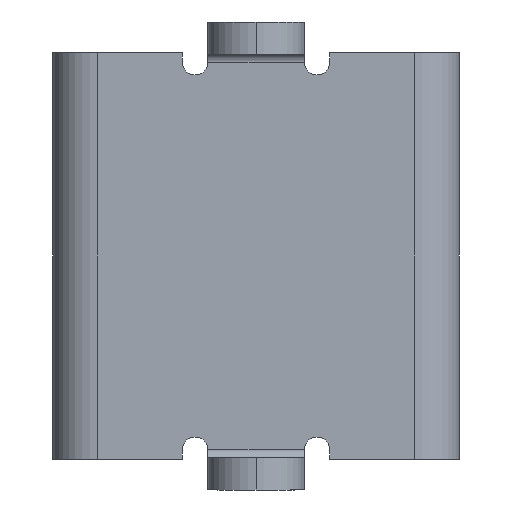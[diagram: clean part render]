
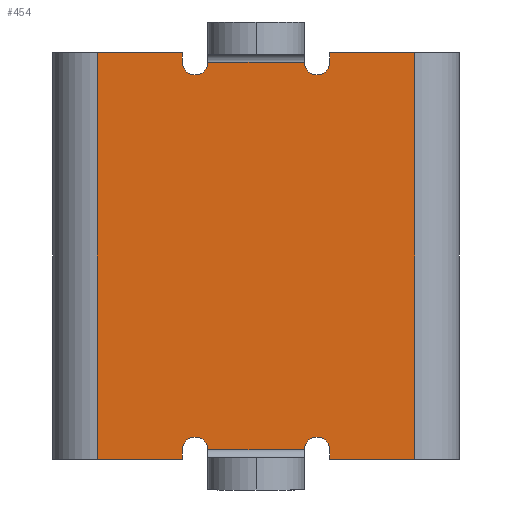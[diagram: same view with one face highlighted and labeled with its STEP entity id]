
A CAD part, front view. The second image highlights one B-rep face of the part: STEP entity #454.
In plain terms, the highlighted planar face has unit normal (0, -1, 0).
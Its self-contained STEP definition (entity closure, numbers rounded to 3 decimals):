
#50 = CARTESIAN_POINT ( 'NONE',  ( -2.5, 3.56, 3.2 ) ) ;
#53 = CARTESIAN_POINT ( 'NONE',  ( -2.5, 3.56, 3.2 ) ) ;
#87 = VERTEX_POINT ( 'NONE', #1851 ) ;
#93 = CARTESIAN_POINT ( 'NONE',  ( -2.5, 3.56, -3.2 ) ) ;
#107 = ORIENTED_EDGE ( 'NONE', *, *, #459, .F. ) ;
#120 = ORIENTED_EDGE ( 'NONE', *, *, #1679, .F. ) ;
#127 = VECTOR ( 'NONE', #2511, 1000. ) ;
#132 = EDGE_CURVE ( 'NONE', #1317, #1461, #428, .T. ) ;
#173 = CARTESIAN_POINT ( 'NONE',  ( -2.5, 3.56, 3.2 ) ) ;
#178 = ORIENTED_EDGE ( 'NONE', *, *, #1531, .T. ) ;
#225 = ORIENTED_EDGE ( 'NONE', *, *, #2581, .F. ) ;
#260 = VECTOR ( 'NONE', #1025, 1000. ) ;
#303 = CARTESIAN_POINT ( 'NONE',  ( -0.96, 3.56, 3.05 ) ) ;
#307 = EDGE_CURVE ( 'NONE', #1479, #87, #1118, .T. ) ;
#335 = CIRCLE ( 'NONE', #695, 0.2 ) ;
#343 = AXIS2_PLACEMENT_3D ( 'NONE', #303, #1874, #522 ) ;
#385 = CIRCLE ( 'NONE', #343, 0.2 ) ;
#412 = EDGE_CURVE ( 'NONE', #1461, #87, #1654, .T. ) ;
#428 = LINE ( 'NONE', #2813, #260 ) ;
#434 = DIRECTION ( 'NONE',  ( 0., 0., -1. ) ) ;
#437 = DIRECTION ( 'NONE',  ( 0., 0., -1. ) ) ;
#454 = ADVANCED_FACE ( 'NONE', ( #1980 ), #2732, .F. ) ;
#459 = EDGE_CURVE ( 'NONE', #1123, #596, #385, .T. ) ;
#466 = EDGE_LOOP ( 'NONE', ( #820, #574, #1563, #107, #1063, #225, #1954, #178, #941, #477, #1848, #1232, #503, #1410, #120, #1556 ) ) ;
#477 = ORIENTED_EDGE ( 'NONE', *, *, #2605, .T. ) ;
#497 = VECTOR ( 'NONE', #2018, 1000. ) ;
#503 = ORIENTED_EDGE ( 'NONE', *, *, #132, .F. ) ;
#521 = LINE ( 'NONE', #572, #1799 ) ;
#522 = DIRECTION ( 'NONE',  ( 0., 0., -1. ) ) ;
#556 = LINE ( 'NONE', #2324, #2288 ) ;
#566 = EDGE_CURVE ( 'NONE', #1630, #2230, #597, .T. ) ;
#572 = CARTESIAN_POINT ( 'NONE',  ( -2.5, 3.56, 3.2 ) ) ;
#574 = ORIENTED_EDGE ( 'NONE', *, *, #780, .T. ) ;
#596 = VERTEX_POINT ( 'NONE', #1491 ) ;
#597 = LINE ( 'NONE', #1782, #1512 ) ;
#634 = DIRECTION ( 'NONE',  ( 0., 0., -1. ) ) ;
#695 = AXIS2_PLACEMENT_3D ( 'NONE', #1179, #2716, #1637 ) ;
#748 = VERTEX_POINT ( 'NONE', #2103 ) ;
#780 = EDGE_CURVE ( 'NONE', #2230, #2383, #1198, .T. ) ;
#820 = ORIENTED_EDGE ( 'NONE', *, *, #566, .T. ) ;
#833 = DIRECTION ( 'NONE',  ( 1., 0., 0. ) ) ;
#941 = ORIENTED_EDGE ( 'NONE', *, *, #2170, .T. ) ;
#979 = DIRECTION ( 'NONE',  ( 1., 0., 0. ) ) ;
#994 = DIRECTION ( 'NONE',  ( 0., 0., -1. ) ) ;
#1000 = LINE ( 'NONE', #93, #2454 ) ;
#1025 = DIRECTION ( 'NONE',  ( 0., 0., 1. ) ) ;
#1063 = ORIENTED_EDGE ( 'NONE', *, *, #1800, .F. ) ;
#1086 = VERTEX_POINT ( 'NONE', #173 ) ;
#1089 = CARTESIAN_POINT ( 'NONE',  ( -1.16, 3.56, 0. ) ) ;
#1117 = DIRECTION ( 'NONE',  ( 0., -1., 0. ) ) ;
#1118 = LINE ( 'NONE', #1293, #2768 ) ;
#1119 = DIRECTION ( 'NONE',  ( 0., 0., -1. ) ) ;
#1123 = VERTEX_POINT ( 'NONE', #1482 ) ;
#1167 = CARTESIAN_POINT ( 'NONE',  ( -2.5, 3.56, -3.2 ) ) ;
#1179 = CARTESIAN_POINT ( 'NONE',  ( -0.96, 3.56, -3.05 ) ) ;
#1198 = CIRCLE ( 'NONE', #1414, 0.2 ) ;
#1232 = ORIENTED_EDGE ( 'NONE', *, *, #412, .F. ) ;
#1293 = CARTESIAN_POINT ( 'NONE',  ( 0., 3.56, -3.05 ) ) ;
#1317 = VERTEX_POINT ( 'NONE', #1839 ) ;
#1329 = CARTESIAN_POINT ( 'NONE',  ( 1.16, 3.56, -3.05 ) ) ;
#1348 = CARTESIAN_POINT ( 'NONE',  ( -1.16, 3.56, -3.05 ) ) ;
#1382 = DIRECTION ( 'NONE',  ( -1., 0., 0. ) ) ;
#1389 = DIRECTION ( 'NONE',  ( 0., 0., 1. ) ) ;
#1404 = DIRECTION ( 'NONE',  ( 0., 1., 0. ) ) ;
#1410 = ORIENTED_EDGE ( 'NONE', *, *, #1690, .T. ) ;
#1414 = AXIS2_PLACEMENT_3D ( 'NONE', #2681, #1795, #1119 ) ;
#1417 = VECTOR ( 'NONE', #437, 1000. ) ;
#1429 = CARTESIAN_POINT ( 'NONE',  ( -1.16, 3.56, 0. ) ) ;
#1461 = VERTEX_POINT ( 'NONE', #1329 ) ;
#1479 = VERTEX_POINT ( 'NONE', #1579 ) ;
#1482 = CARTESIAN_POINT ( 'NONE',  ( -1.16, 3.56, 3.05 ) ) ;
#1491 = CARTESIAN_POINT ( 'NONE',  ( -0.76, 3.56, 3.05 ) ) ;
#1512 = VECTOR ( 'NONE', #434, 1000. ) ;
#1531 = EDGE_CURVE ( 'NONE', #2676, #1914, #1000, .T. ) ;
#1556 = ORIENTED_EDGE ( 'NONE', *, *, #2091, .F. ) ;
#1563 = ORIENTED_EDGE ( 'NONE', *, *, #1569, .F. ) ;
#1569 = EDGE_CURVE ( 'NONE', #596, #2383, #2489, .T. ) ;
#1579 = CARTESIAN_POINT ( 'NONE',  ( -0.76, 3.56, -3.05 ) ) ;
#1630 = VERTEX_POINT ( 'NONE', #1757 ) ;
#1637 = DIRECTION ( 'NONE',  ( 0., 0., -1. ) ) ;
#1654 = CIRCLE ( 'NONE', #1664, 0.2 ) ;
#1664 = AXIS2_PLACEMENT_3D ( 'NONE', #2245, #1117, #2908 ) ;
#1679 = EDGE_CURVE ( 'NONE', #748, #2659, #2067, .T. ) ;
#1690 = EDGE_CURVE ( 'NONE', #1317, #2659, #2216, .T. ) ;
#1757 = CARTESIAN_POINT ( 'NONE',  ( 1.16, 3.56, 3.2 ) ) ;
#1782 = CARTESIAN_POINT ( 'NONE',  ( 1.16, 3.56, 0. ) ) ;
#1795 = DIRECTION ( 'NONE',  ( 0., 1., 0. ) ) ;
#1799 = VECTOR ( 'NONE', #994, 1000. ) ;
#1800 = EDGE_CURVE ( 'NONE', #2184, #1123, #2213, .T. ) ;
#1839 = CARTESIAN_POINT ( 'NONE',  ( 1.16, 3.56, -3.2 ) ) ;
#1848 = ORIENTED_EDGE ( 'NONE', *, *, #307, .T. ) ;
#1851 = CARTESIAN_POINT ( 'NONE',  ( 0.76, 3.56, -3.05 ) ) ;
#1874 = DIRECTION ( 'NONE',  ( 0., -1., 0. ) ) ;
#1914 = VERTEX_POINT ( 'NONE', #2453 ) ;
#1918 = CARTESIAN_POINT ( 'NONE',  ( 1.16, 3.56, 3.05 ) ) ;
#1954 = ORIENTED_EDGE ( 'NONE', *, *, #2199, .T. ) ;
#1970 = CARTESIAN_POINT ( 'NONE',  ( -2.5, 3.56, -3.2 ) ) ;
#1980 = FACE_OUTER_BOUND ( 'NONE', #466, .T. ) ;
#2004 = CARTESIAN_POINT ( 'NONE',  ( 2.5, 3.56, 3.2 ) ) ;
#2007 = CARTESIAN_POINT ( 'NONE',  ( 0., 3.56, 3.05 ) ) ;
#2018 = DIRECTION ( 'NONE',  ( 1., 0., 0. ) ) ;
#2067 = LINE ( 'NONE', #2004, #2557 ) ;
#2091 = EDGE_CURVE ( 'NONE', #1630, #748, #556, .T. ) ;
#2099 = DIRECTION ( 'NONE',  ( 1., 0., 0. ) ) ;
#2103 = CARTESIAN_POINT ( 'NONE',  ( 2.5, 3.56, 3.2 ) ) ;
#2170 = EDGE_CURVE ( 'NONE', #1914, #2434, #2452, .T. ) ;
#2184 = VERTEX_POINT ( 'NONE', #2315 ) ;
#2199 = EDGE_CURVE ( 'NONE', #1086, #2676, #521, .T. ) ;
#2213 = LINE ( 'NONE', #1089, #1417 ) ;
#2216 = LINE ( 'NONE', #1970, #2354 ) ;
#2230 = VERTEX_POINT ( 'NONE', #1918 ) ;
#2245 = CARTESIAN_POINT ( 'NONE',  ( 0.96, 3.56, -3.05 ) ) ;
#2288 = VECTOR ( 'NONE', #2099, 1000. ) ;
#2295 = CARTESIAN_POINT ( 'NONE',  ( 2.5, 3.56, -3.2 ) ) ;
#2315 = CARTESIAN_POINT ( 'NONE',  ( -1.16, 3.56, 3.2 ) ) ;
#2324 = CARTESIAN_POINT ( 'NONE',  ( -2.5, 3.56, 3.2 ) ) ;
#2354 = VECTOR ( 'NONE', #833, 1000. ) ;
#2383 = VERTEX_POINT ( 'NONE', #2405 ) ;
#2405 = CARTESIAN_POINT ( 'NONE',  ( 0.76, 3.56, 3.05 ) ) ;
#2434 = VERTEX_POINT ( 'NONE', #1348 ) ;
#2452 = LINE ( 'NONE', #1429, #2521 ) ;
#2453 = CARTESIAN_POINT ( 'NONE',  ( -1.16, 3.56, -3.2 ) ) ;
#2454 = VECTOR ( 'NONE', #979, 1000. ) ;
#2489 = LINE ( 'NONE', #2007, #497 ) ;
#2511 = DIRECTION ( 'NONE',  ( 1., 0., 0. ) ) ;
#2521 = VECTOR ( 'NONE', #1389, 1000. ) ;
#2557 = VECTOR ( 'NONE', #634, 1000. ) ;
#2581 = EDGE_CURVE ( 'NONE', #1086, #2184, #2782, .T. ) ;
#2605 = EDGE_CURVE ( 'NONE', #2434, #1479, #335, .T. ) ;
#2647 = AXIS2_PLACEMENT_3D ( 'NONE', #50, #1404, #1382 ) ;
#2659 = VERTEX_POINT ( 'NONE', #2295 ) ;
#2676 = VERTEX_POINT ( 'NONE', #1167 ) ;
#2681 = CARTESIAN_POINT ( 'NONE',  ( 0.96, 3.56, 3.05 ) ) ;
#2716 = DIRECTION ( 'NONE',  ( 0., 1., 0. ) ) ;
#2732 = PLANE ( 'NONE',  #2647 ) ;
#2768 = VECTOR ( 'NONE', #2857, 1000. ) ;
#2782 = LINE ( 'NONE', #53, #127 ) ;
#2813 = CARTESIAN_POINT ( 'NONE',  ( 1.16, 3.56, 0. ) ) ;
#2857 = DIRECTION ( 'NONE',  ( 1., 0., 0. ) ) ;
#2908 = DIRECTION ( 'NONE',  ( 0., 0., -1. ) ) ;
